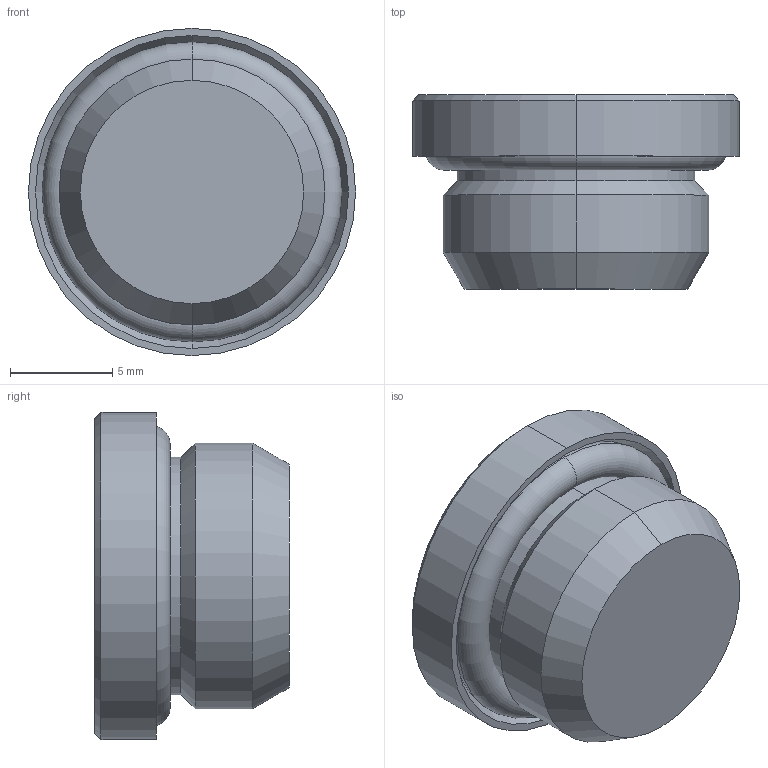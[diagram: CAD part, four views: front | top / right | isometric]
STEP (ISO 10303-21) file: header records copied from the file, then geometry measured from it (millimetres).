
FILE_DESCRIPTION(( 'RX.46.00.14.STEP' ), '1');
FILE_NAME( 'RX.46.00.14.STEP', '2018-10-10T16:47:21',( 'Sopra'),('sopra-pneumatic.com'), 'SwSTEP 2.0','SolidWorks 2009','' );
FILE_SCHEMA (( 'CONFIG_CONTROL_DESIGN' ));
Length unit declared in the file: millimetre
Products named in the file (1): X5360002
Bounding box: 16 x 9.5 x 16 mm (x, y, z)
Volume: 1192.1 mm3; surface area: 1231.9 mm2
Topology: 2 solids, 2 shells, 48 faces, 114 edges, 69 vertices
Faces by surface type: plane 22, cone 14, cylinder 8, torus 4
Entity records: 1459 total; most frequent: CARTESIAN_POINT 266, DIRECTION 246, ORIENTED_EDGE 224, EDGE_CURVE 112, AXIS2_PLACEMENT_3D 97, VERTEX_POINT 69, VECTOR 52, LINE 52
